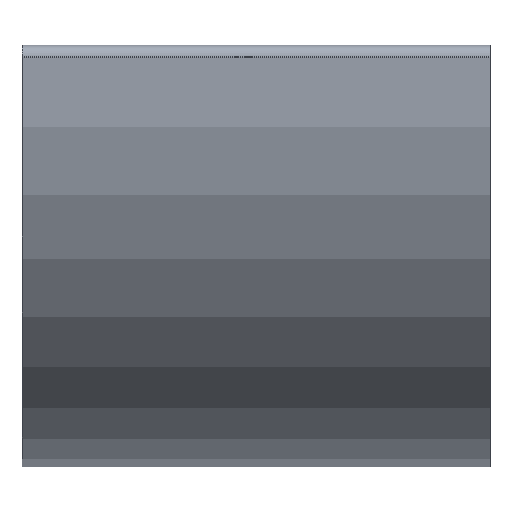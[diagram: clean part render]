
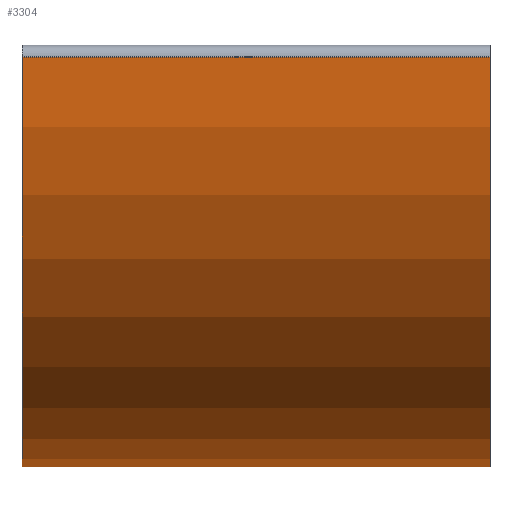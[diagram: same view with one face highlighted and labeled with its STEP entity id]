
A CAD part, top view. The second image highlights one B-rep face of the part: STEP entity #3304.
In plain terms, the highlighted cylindrical face has radius 90 mm (diameter 180 mm), a partial arc.
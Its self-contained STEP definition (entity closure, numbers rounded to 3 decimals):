
#123 = VECTOR ( 'NONE', #4573, 1000. ) ;
#260 = DIRECTION ( 'NONE',  ( 0., 0., -1. ) ) ;
#266 = DIRECTION ( 'NONE',  ( 1., 0., 0. ) ) ;
#341 = VERTEX_POINT ( 'NONE', #2508 ) ;
#347 = AXIS2_PLACEMENT_3D ( 'NONE', #2316, #3155, #260 ) ;
#653 = ORIENTED_EDGE ( 'NONE', *, *, #954, .T. ) ;
#905 = CARTESIAN_POINT ( 'NONE',  ( 59.184, 54.898, 0. ) ) ;
#954 = EDGE_CURVE ( 'NONE', #2202, #4343, #2817, .T. ) ;
#966 = CARTESIAN_POINT ( 'NONE',  ( 59.184, 52.327, 89.963 ) ) ;
#1095 = ORIENTED_EDGE ( 'NONE', *, *, #3395, .T. ) ;
#1183 = FACE_OUTER_BOUND ( 'NONE', #1371, .T. ) ;
#1247 = CARTESIAN_POINT ( 'NONE',  ( 59.184, -35.065, 2.571 ) ) ;
#1351 = AXIS2_PLACEMENT_3D ( 'NONE', #3895, #266, #2388 ) ;
#1371 = EDGE_LOOP ( 'NONE', ( #653, #3394, #2489, #1095 ) ) ;
#1692 = EDGE_CURVE ( 'NONE', #341, #3526, #3904, .T. ) ;
#1961 = AXIS2_PLACEMENT_3D ( 'NONE', #905, #2015, #4598 ) ;
#2015 = DIRECTION ( 'NONE',  ( -1., 0., 0. ) ) ;
#2202 = VERTEX_POINT ( 'NONE', #2611 ) ;
#2316 = CARTESIAN_POINT ( 'NONE',  ( 59.184, 54.898, 0. ) ) ;
#2388 = DIRECTION ( 'NONE',  ( 0., 0., -1. ) ) ;
#2489 = ORIENTED_EDGE ( 'NONE', *, *, #1692, .F. ) ;
#2502 = CARTESIAN_POINT ( 'NONE',  ( 59.184, -35.065, 2.571 ) ) ;
#2508 = CARTESIAN_POINT ( 'NONE',  ( 59.184, 52.327, 89.963 ) ) ;
#2611 = CARTESIAN_POINT ( 'NONE',  ( -40.816, 52.327, 89.963 ) ) ;
#2817 = CIRCLE ( 'NONE', #1351, 90. ) ;
#3155 = DIRECTION ( 'NONE',  ( 1., 0., 0. ) ) ;
#3206 = DIRECTION ( 'NONE',  ( -1., 0., 0. ) ) ;
#3255 = LINE ( 'NONE', #1247, #123 ) ;
#3304 = ADVANCED_FACE ( 'NONE', ( #1183 ), #3830, .T. ) ;
#3394 = ORIENTED_EDGE ( 'NONE', *, *, #4101, .F. ) ;
#3395 = EDGE_CURVE ( 'NONE', #341, #2202, #3442, .T. ) ;
#3442 = LINE ( 'NONE', #966, #4122 ) ;
#3526 = VERTEX_POINT ( 'NONE', #2502 ) ;
#3830 = CYLINDRICAL_SURFACE ( 'NONE', #1961, 90. ) ;
#3895 = CARTESIAN_POINT ( 'NONE',  ( -40.816, 54.898, 0. ) ) ;
#3904 = CIRCLE ( 'NONE', #347, 90. ) ;
#4101 = EDGE_CURVE ( 'NONE', #3526, #4343, #3255, .T. ) ;
#4122 = VECTOR ( 'NONE', #3206, 1000. ) ;
#4320 = CARTESIAN_POINT ( 'NONE',  ( -40.816, -35.065, 2.571 ) ) ;
#4343 = VERTEX_POINT ( 'NONE', #4320 ) ;
#4573 = DIRECTION ( 'NONE',  ( -1., 0., 0. ) ) ;
#4598 = DIRECTION ( 'NONE',  ( 0., 0., 1. ) ) ;
